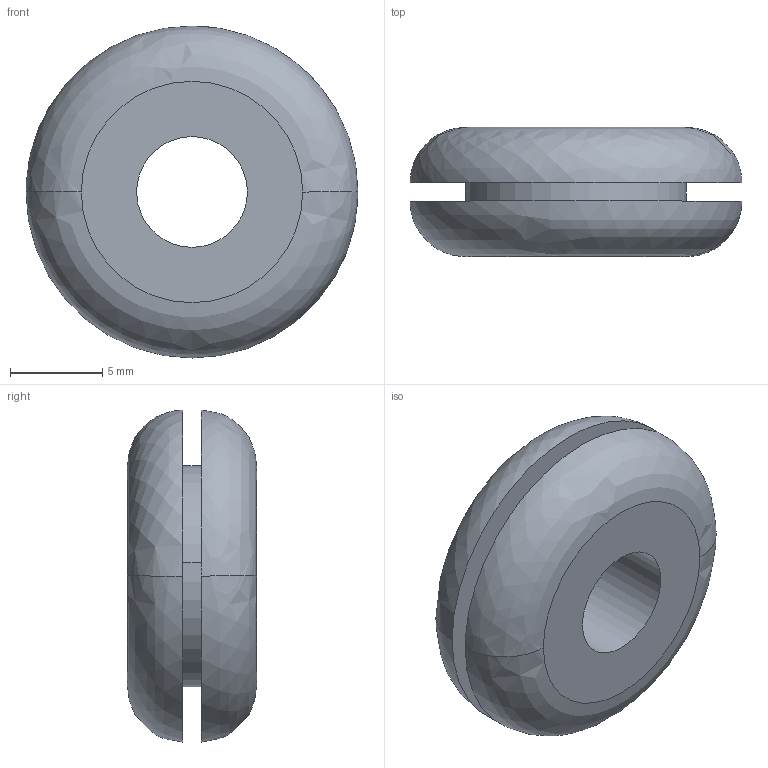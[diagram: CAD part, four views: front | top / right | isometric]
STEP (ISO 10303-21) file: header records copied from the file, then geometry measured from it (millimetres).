
FILE_DESCRIPTION( (''), '2;1');
FILE_NAME ('PC50.12492.TM_B_6_1_CRUL_3205.stp','2019-12-19T13:36:21',(''),(''),'spGate 15.6.1','','');
FILE_SCHEMA (('AUTOMOTIVE_DESIGN'));
Length unit declared in the file: millimetre
Bounding box: 18 x 7 x 18 mm (x, y, z)
Volume: 1239.8 mm3; surface area: 1090.4 mm2
Topology: 1 solids, 1 shells, 12 faces, 38 edges, 30 vertices
Faces by surface type: plane 4, cylinder 4, bspline 4
Entity records: 843 total; most frequent: CARTESIAN_POINT 200, ORIENTED_EDGE 76, DIRECTION 72, COLOUR_RGB 51, PRESENTATION_STYLE_ASSIGNMENT 51, STYLED_ITEM 51, EDGE_CURVE 38, DRAUGHTING_PRE_DEFINED_CURVE_FONT 38
